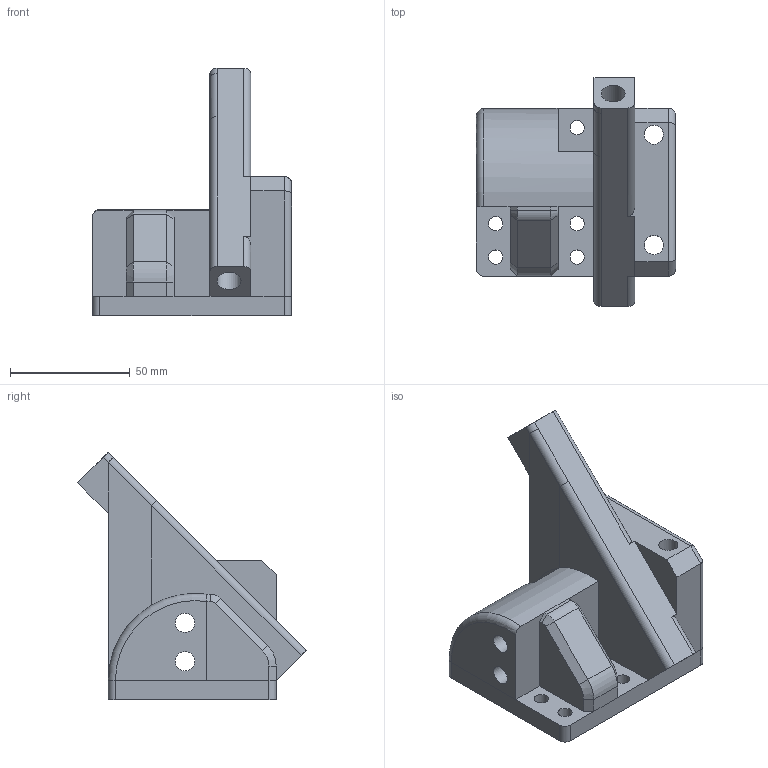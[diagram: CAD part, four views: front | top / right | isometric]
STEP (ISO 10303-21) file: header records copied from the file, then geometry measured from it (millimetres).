
FILE_DESCRIPTION(('FreeCAD Model'),'2;1');
FILE_NAME('UpperNodeL.step','2015-04-14T17:52:14',('Author'),(''), 'Open CASCADE STEP processor 6.8','FreeCAD','Unknown');
FILE_SCHEMA(('AUTOMOTIVE_DESIGN_CC2 { 1 2 10303 214 -1 1 5 4 }'));
Length unit declared in the file: millimetre
Products named in the file (1): UpperNodeL
Bounding box: 83 x 95.29 x 103.12 mm (x, y, z)
Volume: 224180.2 mm3; surface area: 42982.4 mm2
Topology: 1 solids, 1 shells, 74 faces, 187 edges, 115 vertices
Faces by surface type: plane 42, cylinder 26, cone 4, bspline 1, torus 1
Full cylindrical faces by diameter (mm): 6 x5, 8 x4, 10 x1
Entity records: 5380 total; most frequent: CARTESIAN_POINT 1531, DIRECTION 727, LINE 449, VECTOR 449, ORIENTED_EDGE 374, PCURVE 374, DEFINITIONAL_REPRESENTATION 374, EDGE_CURVE 187
